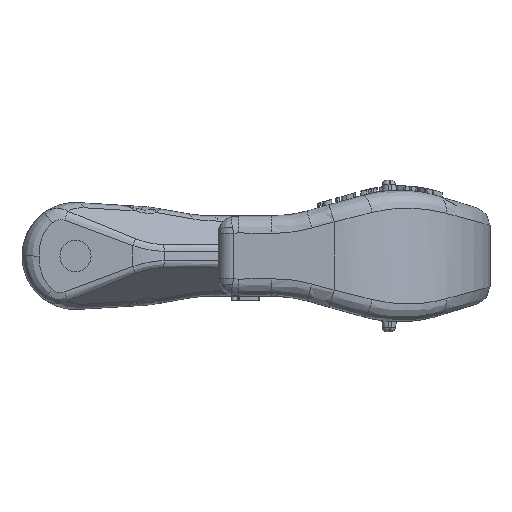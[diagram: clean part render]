
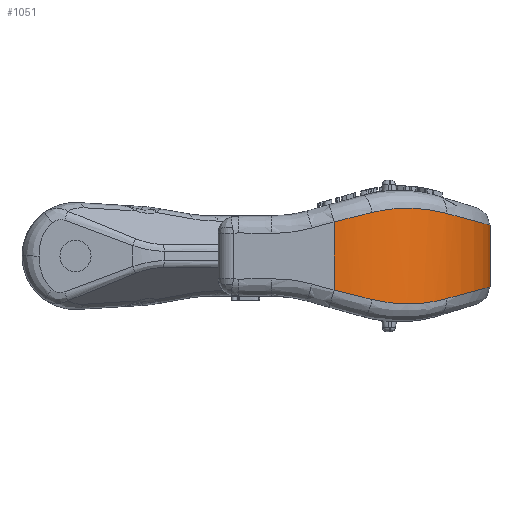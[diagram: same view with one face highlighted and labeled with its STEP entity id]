
A CAD part, front view. The second image highlights one B-rep face of the part: STEP entity #1051.
In plain terms, the highlighted cylindrical face has radius 35 mm (diameter 70 mm), a partial arc.
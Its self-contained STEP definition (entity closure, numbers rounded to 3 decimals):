
#386=ELLIPSE('',#10156,36.06,35.);
#387=ELLIPSE('',#10157,36.261,35.);
#388=ELLIPSE('',#10158,36.06,35.);
#389=ELLIPSE('',#10159,36.06,35.);
#390=ELLIPSE('',#10160,36.261,35.);
#391=ELLIPSE('',#10161,36.06,35.);
#1051=ADVANCED_FACE('',(#1713),#1440,.T.);
#1440=CYLINDRICAL_SURFACE('',#10162,35.);
#1713=FACE_OUTER_BOUND('',#2308,.T.);
#2308=EDGE_LOOP('',(#4808,#4809,#4810,#4811,#4812,#4813,#4814,#4815,#4816,
#4817,#4818,#4819,#4820,#4821,#4822,#4823));
#2720=CIRCLE('',#10154,35.);
#2721=CIRCLE('',#10155,35.);
#3351=B_SPLINE_CURVE_WITH_KNOTS('',3,(#17744,#17745,#17746,#17747),
 .UNSPECIFIED.,.F.,.F.,(4,4),(0.,1.),.UNSPECIFIED.);
#3352=B_SPLINE_CURVE_WITH_KNOTS('',3,(#17756,#17757,#17758,#17759),
 .UNSPECIFIED.,.F.,.F.,(4,4),(0.,1.),.UNSPECIFIED.);
#3353=B_SPLINE_CURVE_WITH_KNOTS('',3,(#17763,#17764,#17765,#17766,#17767,
#17768),.UNSPECIFIED.,.F.,.F.,(4,2,4),(0.,0.5,1.),.UNSPECIFIED.);
#3354=B_SPLINE_CURVE_WITH_KNOTS('',3,(#17772,#17773,#17774,#17775),
 .UNSPECIFIED.,.F.,.F.,(4,4),(0.,1.),.UNSPECIFIED.);
#3355=B_SPLINE_CURVE_WITH_KNOTS('',3,(#17780,#17781,#17782,#17783),
 .UNSPECIFIED.,.F.,.F.,(4,4),(0.,1.),.UNSPECIFIED.);
#3356=B_SPLINE_CURVE_WITH_KNOTS('',3,(#17787,#17788,#17789,#17790,#17791,
#17792),.UNSPECIFIED.,.F.,.F.,(4,2,4),(0.,0.5,1.),.UNSPECIFIED.);
#4808=ORIENTED_EDGE('',*,*,#8198,.T.);
#4809=ORIENTED_EDGE('',*,*,#8199,.T.);
#4810=ORIENTED_EDGE('',*,*,#8200,.T.);
#4811=ORIENTED_EDGE('',*,*,#8201,.T.);
#4812=ORIENTED_EDGE('',*,*,#8202,.T.);
#4813=ORIENTED_EDGE('',*,*,#8203,.T.);
#4814=ORIENTED_EDGE('',*,*,#8204,.T.);
#4815=ORIENTED_EDGE('',*,*,#8205,.T.);
#4816=ORIENTED_EDGE('',*,*,#8206,.T.);
#4817=ORIENTED_EDGE('',*,*,#8207,.T.);
#4818=ORIENTED_EDGE('',*,*,#8191,.F.);
#4819=ORIENTED_EDGE('',*,*,#8208,.T.);
#4820=ORIENTED_EDGE('',*,*,#8209,.T.);
#4821=ORIENTED_EDGE('',*,*,#8210,.T.);
#4822=ORIENTED_EDGE('',*,*,#8211,.T.);
#4823=ORIENTED_EDGE('',*,*,#8212,.T.);
#7091=VERTEX_POINT('',#17712);
#7092=VERTEX_POINT('',#17714);
#7097=VERTEX_POINT('',#17748);
#7098=VERTEX_POINT('',#17749);
#7099=VERTEX_POINT('',#17751);
#7100=VERTEX_POINT('',#17753);
#7101=VERTEX_POINT('',#17755);
#7102=VERTEX_POINT('',#17760);
#7103=VERTEX_POINT('',#17762);
#7104=VERTEX_POINT('',#17769);
#7105=VERTEX_POINT('',#17771);
#7106=VERTEX_POINT('',#17776);
#7107=VERTEX_POINT('',#17779);
#7108=VERTEX_POINT('',#17784);
#7109=VERTEX_POINT('',#17786);
#7110=VERTEX_POINT('',#17793);
#8191=EDGE_CURVE('',#7091,#7092,#9220,.T.);
#8198=EDGE_CURVE('',#7097,#7098,#3351,.T.);
#8199=EDGE_CURVE('',#7098,#7099,#2720,.T.);
#8200=EDGE_CURVE('',#7099,#7100,#9221,.T.);
#8201=EDGE_CURVE('',#7100,#7101,#2721,.T.);
#8202=EDGE_CURVE('',#7101,#7102,#3352,.T.);
#8203=EDGE_CURVE('',#7102,#7103,#386,.T.);
#8204=EDGE_CURVE('',#7103,#7104,#3353,.T.);
#8205=EDGE_CURVE('',#7104,#7105,#387,.T.);
#8206=EDGE_CURVE('',#7105,#7106,#3354,.T.);
#8207=EDGE_CURVE('',#7106,#7092,#388,.T.);
#8208=EDGE_CURVE('',#7091,#7107,#389,.T.);
#8209=EDGE_CURVE('',#7107,#7108,#3355,.T.);
#8210=EDGE_CURVE('',#7108,#7109,#390,.T.);
#8211=EDGE_CURVE('',#7109,#7110,#3356,.T.);
#8212=EDGE_CURVE('',#7110,#7097,#391,.T.);
#9220=LINE('',#17713,#9759);
#9221=LINE('',#17752,#9760);
#9759=VECTOR('',#11435,1.);
#9760=VECTOR('',#11440,1.);
#10154=AXIS2_PLACEMENT_3D('',#17750,#11438,#11439);
#10155=AXIS2_PLACEMENT_3D('',#17754,#11441,#11442);
#10156=AXIS2_PLACEMENT_3D('',#17761,#11443,#11444);
#10157=AXIS2_PLACEMENT_3D('',#17770,#11445,#11446);
#10158=AXIS2_PLACEMENT_3D('',#17777,#11447,#11448);
#10159=AXIS2_PLACEMENT_3D('',#17778,#11449,#11450);
#10160=AXIS2_PLACEMENT_3D('',#17785,#11451,#11452);
#10161=AXIS2_PLACEMENT_3D('',#17794,#11453,#11454);
#10162=AXIS2_PLACEMENT_3D('',#17795,#11455,#11456);
#11435=DIRECTION('',(0.,0.,1.));
#11438=DIRECTION('',(0.,0.,1.));
#11439=DIRECTION('',(-1.,0.,0.));
#11440=DIRECTION('',(0.,0.,1.));
#11441=DIRECTION('',(0.,0.,-1.));
#11442=DIRECTION('',(-1.,0.,0.));
#11443=DIRECTION('',(0.241,0.,-0.971));
#11444=DIRECTION('',(-0.971,0.,-0.241));
#11445=DIRECTION('',(-0.261,0.,-0.965));
#11446=DIRECTION('',(0.965,0.,-0.261));
#11447=DIRECTION('',(0.241,0.,-0.971));
#11448=DIRECTION('',(-0.971,0.,-0.241));
#11449=DIRECTION('',(0.241,0.,0.971));
#11450=DIRECTION('',(-0.971,0.,0.241));
#11451=DIRECTION('',(-0.261,0.,0.965));
#11452=DIRECTION('',(0.965,0.,0.261));
#11453=DIRECTION('',(0.241,0.,0.971));
#11454=DIRECTION('',(-0.971,0.,0.241));
#11455=DIRECTION('',(0.,0.,1.));
#11456=DIRECTION('',(1.,0.,0.));
#17712=CARTESIAN_POINT('',(-5.,-35.,-7.646));
#17713=CARTESIAN_POINT('',(-5.,-35.,-18.));
#17714=CARTESIAN_POINT('',(-5.,-35.,7.646));
#17744=CARTESIAN_POINT('',(-10.592,34.55,-6.259));
#17745=CARTESIAN_POINT('',(-14.146,33.975,-5.378));
#17746=CARTESIAN_POINT('',(-17.646,32.845,-5.));
#17747=CARTESIAN_POINT('',(-20.943,31.158,-5.));
#17748=CARTESIAN_POINT('',(-10.592,34.55,-6.259));
#17749=CARTESIAN_POINT('',(-20.943,31.158,-5.));
#17750=CARTESIAN_POINT('',(-5.,0.,-5.));
#17751=CARTESIAN_POINT('',(-21.432,30.903,-5.));
#17752=CARTESIAN_POINT('',(-21.432,30.903,-18.));
#17753=CARTESIAN_POINT('',(-21.432,30.903,5.));
#17754=CARTESIAN_POINT('',(-5.,0.,5.));
#17755=CARTESIAN_POINT('',(-20.943,31.158,5.));
#17756=CARTESIAN_POINT('',(-20.943,31.158,5.));
#17757=CARTESIAN_POINT('',(-17.646,32.845,5.));
#17758=CARTESIAN_POINT('',(-14.146,33.975,5.378));
#17759=CARTESIAN_POINT('',(-10.592,34.55,6.259));
#17760=CARTESIAN_POINT('',(-10.592,34.55,6.259));
#17761=CARTESIAN_POINT('',(-5.,0.,7.646));
#17762=CARTESIAN_POINT('',(3.602,33.926,9.78));
#17763=CARTESIAN_POINT('',(3.602,33.926,9.78));
#17764=CARTESIAN_POINT('',(6.683,33.145,10.544));
#17765=CARTESIAN_POINT('',(9.7,31.93,10.813));
#17766=CARTESIAN_POINT('',(15.341,28.668,10.642));
#17767=CARTESIAN_POINT('',(17.867,26.69,10.211));
#17768=CARTESIAN_POINT('',(20.1,24.393,9.606));
#17769=CARTESIAN_POINT('',(20.1,24.393,9.606));
#17770=CARTESIAN_POINT('',(-5.,0.,16.403));
#17771=CARTESIAN_POINT('',(20.1,-24.393,9.606));
#17772=CARTESIAN_POINT('',(20.1,-24.393,9.606));
#17773=CARTESIAN_POINT('',(15.632,-28.99,10.816));
#17774=CARTESIAN_POINT('',(9.765,-32.364,11.308));
#17775=CARTESIAN_POINT('',(3.602,-33.926,9.78));
#17776=CARTESIAN_POINT('',(3.602,-33.926,9.78));
#17777=CARTESIAN_POINT('',(-5.,0.,7.646));
#17778=CARTESIAN_POINT('',(-5.,0.,-7.646));
#17779=CARTESIAN_POINT('',(3.602,-33.926,-9.78));
#17780=CARTESIAN_POINT('',(3.602,-33.926,-9.78));
#17781=CARTESIAN_POINT('',(9.765,-32.364,-11.308));
#17782=CARTESIAN_POINT('',(15.632,-28.99,-10.816));
#17783=CARTESIAN_POINT('',(20.1,-24.393,-9.606));
#17784=CARTESIAN_POINT('',(20.1,-24.393,-9.606));
#17785=CARTESIAN_POINT('',(-5.,0.,-16.403));
#17786=CARTESIAN_POINT('',(20.1,24.393,-9.606));
#17787=CARTESIAN_POINT('',(20.1,24.393,-9.606));
#17788=CARTESIAN_POINT('',(17.867,26.69,-10.211));
#17789=CARTESIAN_POINT('',(15.341,28.668,-10.642));
#17790=CARTESIAN_POINT('',(9.7,31.93,-10.813));
#17791=CARTESIAN_POINT('',(6.683,33.145,-10.544));
#17792=CARTESIAN_POINT('',(3.602,33.926,-9.78));
#17793=CARTESIAN_POINT('',(3.602,33.926,-9.78));
#17794=CARTESIAN_POINT('',(-5.,0.,-7.646));
#17795=CARTESIAN_POINT('',(-5.,0.,-18.));
